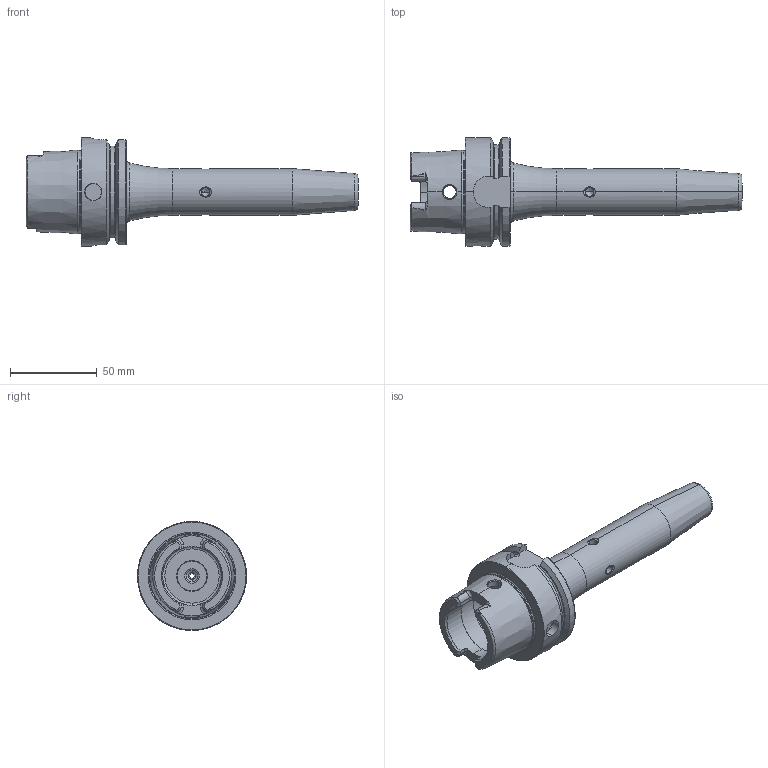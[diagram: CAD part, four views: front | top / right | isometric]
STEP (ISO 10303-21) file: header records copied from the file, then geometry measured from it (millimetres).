
FILE_DESCRIPTION (( 'STEP AP203' ), '1' );
FILE_NAME ('HA6-S06.K21.160.STEP', '2014-07-10T11:17:04', ( 'SwiAdmin' ), ( '' ), 'SwSTEP 2.0', 'SolidWorks 2012', '' );
FILE_SCHEMA (( 'CONFIG_CONTROL_DESIGN' ));
Length unit declared in the file: millimetre
Products named in the file (3): ERU-AN1.K01.014_A; HA6-S06.K21.160; HA6-S06.K21.160_C_Fertigbearbeitung
Assembly tree (2 placements, depth 2):
  HA6-S06.K21.160
    HA6-S06.K21.160_C_Fertigbearbeitung
    ERU-AN1.K01.014_A
Bounding box: 191.9 x 63 x 63 mm (x, y, z)
Volume: 150244.4 mm3; surface area: 37367.6 mm2
Topology: 2 solids, 2 shells, 273 faces, 685 edges, 405 vertices
Faces by surface type: cylinder 83, plane 83, cone 62, torus 41, bspline 4
Entity records: 9958 total; most frequent: CARTESIAN_POINT 3350, ORIENTED_EDGE 1342, DIRECTION 1312, EDGE_CURVE 671, AXIS2_PLACEMENT_3D 516, VERTEX_POINT 405, EDGE_LOOP 288, VECTOR 280
